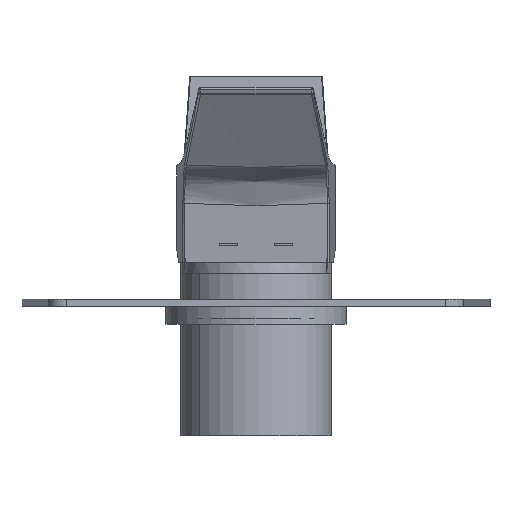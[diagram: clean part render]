
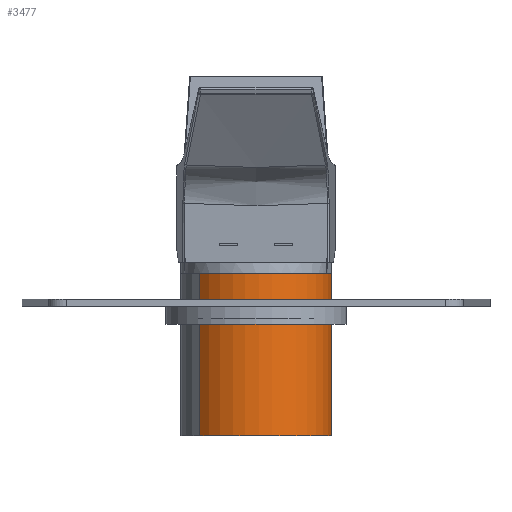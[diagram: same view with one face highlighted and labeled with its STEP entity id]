
A CAD part, front view. The second image highlights one B-rep face of the part: STEP entity #3477.
In plain terms, the highlighted cylindrical face has radius 21 mm (diameter 42 mm), a partial arc.
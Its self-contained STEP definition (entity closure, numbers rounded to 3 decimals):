
#88 = ORIENTED_EDGE ( 'NONE', *, *, #4726, .F. ) ;
#1233 = DIRECTION ( 'NONE',  ( 0., 0., 1. ) ) ;
#2116 = EDGE_CURVE ( 'NONE', #11841, #7278, #13699, .T. ) ;
#2162 = CARTESIAN_POINT ( 'NONE',  ( -15.622, -49.219, 152.898 ) ) ;
#2477 = VERTEX_POINT ( 'NONE', #12096 ) ;
#3223 = ORIENTED_EDGE ( 'NONE', *, *, #2116, .F. ) ;
#3477 = ADVANCED_FACE ( 'NONE', ( #15296 ), #14254, .T. ) ;
#3946 = ORIENTED_EDGE ( 'NONE', *, *, #14738, .T. ) ;
#4167 = CARTESIAN_POINT ( 'NONE',  ( 0., -35.185, 197.898 ) ) ;
#4186 = DIRECTION ( 'NONE',  ( 0., 0., -1. ) ) ;
#4371 = LINE ( 'NONE', #7415, #7005 ) ;
#4726 = EDGE_CURVE ( 'NONE', #7278, #2477, #4371, .T. ) ;
#5422 = CARTESIAN_POINT ( 'NONE',  ( 0., -35.185, 197.898 ) ) ;
#7005 = VECTOR ( 'NONE', #8654, 1000. ) ;
#7058 = DIRECTION ( 'NONE',  ( 0.744, 0.668, 0. ) ) ;
#7249 = CARTESIAN_POINT ( 'NONE',  ( 15.622, -21.151, 197.898 ) ) ;
#7278 = VERTEX_POINT ( 'NONE', #7249 ) ;
#7415 = CARTESIAN_POINT ( 'NONE',  ( 15.622, -21.151, 197.898 ) ) ;
#7529 = AXIS2_PLACEMENT_3D ( 'NONE', #5422, #9799, #13874 ) ;
#8382 = LINE ( 'NONE', #18352, #15694 ) ;
#8654 = DIRECTION ( 'NONE',  ( 0., 0., -1. ) ) ;
#8740 = DIRECTION ( 'NONE',  ( 0.744, 0.668, 0. ) ) ;
#9718 = VERTEX_POINT ( 'NONE', #2162 ) ;
#9799 = DIRECTION ( 'NONE',  ( 0., 0., -1. ) ) ;
#10066 = AXIS2_PLACEMENT_3D ( 'NONE', #4167, #18813, #8740 ) ;
#11448 = CARTESIAN_POINT ( 'NONE',  ( -15.622, -49.219, 197.898 ) ) ;
#11841 = VERTEX_POINT ( 'NONE', #11448 ) ;
#11894 = CIRCLE ( 'NONE', #14910, 21. ) ;
#12096 = CARTESIAN_POINT ( 'NONE',  ( 15.622, -21.151, 152.898 ) ) ;
#13039 = CARTESIAN_POINT ( 'NONE',  ( 0., -35.185, 152.898 ) ) ;
#13699 = CIRCLE ( 'NONE', #10066, 21. ) ;
#13874 = DIRECTION ( 'NONE',  ( -0.744, -0.668, 0. ) ) ;
#14184 = EDGE_LOOP ( 'NONE', ( #88, #3223, #17873, #3946 ) ) ;
#14254 = CYLINDRICAL_SURFACE ( 'NONE', #7529, 21. ) ;
#14738 = EDGE_CURVE ( 'NONE', #9718, #2477, #11894, .T. ) ;
#14910 = AXIS2_PLACEMENT_3D ( 'NONE', #13039, #1233, #7058 ) ;
#15296 = FACE_OUTER_BOUND ( 'NONE', #14184, .T. ) ;
#15694 = VECTOR ( 'NONE', #4186, 1000. ) ;
#17873 = ORIENTED_EDGE ( 'NONE', *, *, #18805, .T. ) ;
#18352 = CARTESIAN_POINT ( 'NONE',  ( -15.622, -49.219, 197.898 ) ) ;
#18805 = EDGE_CURVE ( 'NONE', #11841, #9718, #8382, .T. ) ;
#18813 = DIRECTION ( 'NONE',  ( 0., 0., 1. ) ) ;
